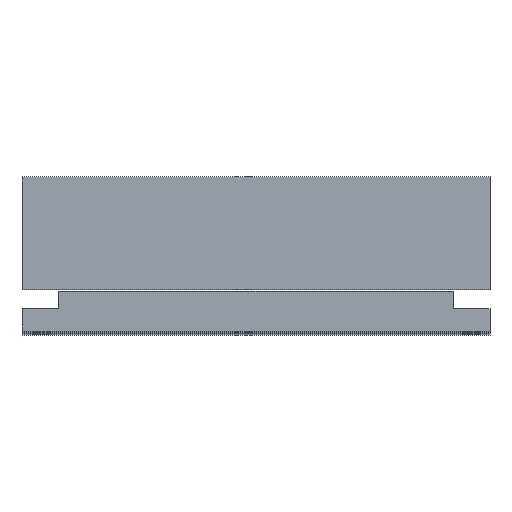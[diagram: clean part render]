
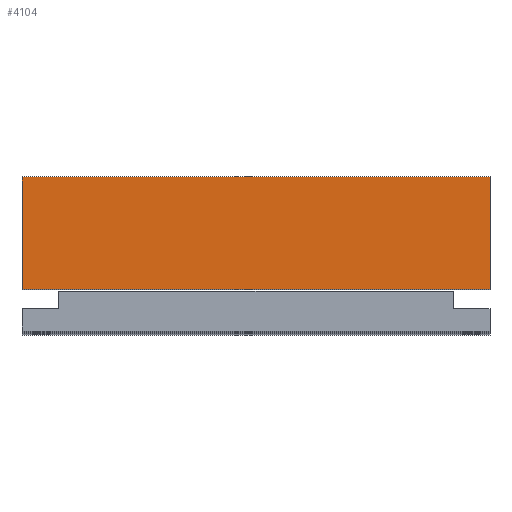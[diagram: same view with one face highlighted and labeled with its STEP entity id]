
A CAD part, top view. The second image highlights one B-rep face of the part: STEP entity #4104.
In plain terms, the highlighted planar face has unit normal (0, 0, 1).
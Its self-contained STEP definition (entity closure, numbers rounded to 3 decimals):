
#18 = VERTEX_POINT ( 'NONE', #1906 ) ;
#81 = DIRECTION ( 'NONE',  ( 0., 1., 0. ) ) ;
#209 = DIRECTION ( 'NONE',  ( 0., 0., -1. ) ) ;
#453 = VECTOR ( 'NONE', #3963, 1000. ) ;
#574 = CARTESIAN_POINT ( 'NONE',  ( 0., 30., 105. ) ) ;
#713 = ORIENTED_EDGE ( 'NONE', *, *, #1076, .T. ) ;
#815 = AXIS2_PLACEMENT_3D ( 'NONE', #3018, #209, #4848 ) ;
#1076 = EDGE_CURVE ( 'NONE', #2917, #18, #1539, .T. ) ;
#1177 = LINE ( 'NONE', #3008, #453 ) ;
#1213 = EDGE_CURVE ( 'NONE', #18, #4138, #1177, .T. ) ;
#1356 = ORIENTED_EDGE ( 'NONE', *, *, #5635, .T. ) ;
#1400 = ORIENTED_EDGE ( 'NONE', *, *, #3095, .T. ) ;
#1539 = LINE ( 'NONE', #574, #5353 ) ;
#1662 = FACE_OUTER_BOUND ( 'NONE', #2857, .T. ) ;
#1906 = CARTESIAN_POINT ( 'NONE',  ( 0., 30., 105. ) ) ;
#2143 = CARTESIAN_POINT ( 'NONE',  ( 0., 0., 105. ) ) ;
#2623 = VERTEX_POINT ( 'NONE', #3332 ) ;
#2857 = EDGE_LOOP ( 'NONE', ( #3829, #1356, #1400, #713 ) ) ;
#2917 = VERTEX_POINT ( 'NONE', #3845 ) ;
#3008 = CARTESIAN_POINT ( 'NONE',  ( 0., 0., 105. ) ) ;
#3018 = CARTESIAN_POINT ( 'NONE',  ( 0., 0., 105. ) ) ;
#3095 = EDGE_CURVE ( 'NONE', #2623, #2917, #4208, .T. ) ;
#3332 = CARTESIAN_POINT ( 'NONE',  ( 125., 0., 105. ) ) ;
#3362 = DIRECTION ( 'NONE',  ( -1., 0., 0. ) ) ;
#3441 = PLANE ( 'NONE',  #815 ) ;
#3829 = ORIENTED_EDGE ( 'NONE', *, *, #1213, .T. ) ;
#3845 = CARTESIAN_POINT ( 'NONE',  ( 125., 30., 105. ) ) ;
#3875 = VECTOR ( 'NONE', #4914, 1000. ) ;
#3924 = CARTESIAN_POINT ( 'NONE',  ( 0., 0., 105. ) ) ;
#3963 = DIRECTION ( 'NONE',  ( 0., -1., 0. ) ) ;
#4104 = ADVANCED_FACE ( 'NONE', ( #1662 ), #3441, .F. ) ;
#4138 = VERTEX_POINT ( 'NONE', #2143 ) ;
#4208 = LINE ( 'NONE', #5580, #5632 ) ;
#4848 = DIRECTION ( 'NONE',  ( -1., 0., 0. ) ) ;
#4914 = DIRECTION ( 'NONE',  ( 1., 0., 0. ) ) ;
#5315 = LINE ( 'NONE', #3924, #3875 ) ;
#5353 = VECTOR ( 'NONE', #3362, 1000. ) ;
#5580 = CARTESIAN_POINT ( 'NONE',  ( 125., 0., 105. ) ) ;
#5632 = VECTOR ( 'NONE', #81, 1000. ) ;
#5635 = EDGE_CURVE ( 'NONE', #4138, #2623, #5315, .T. ) ;
